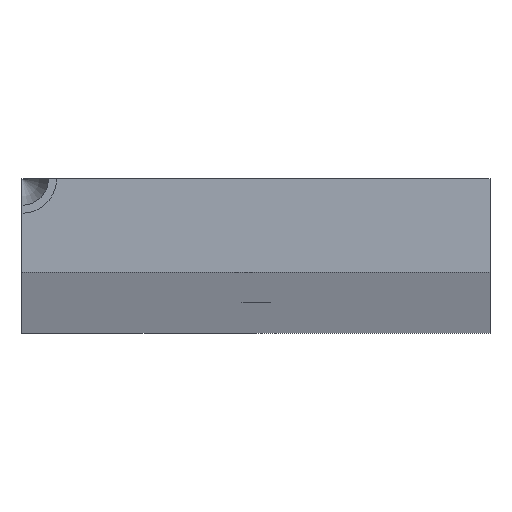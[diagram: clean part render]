
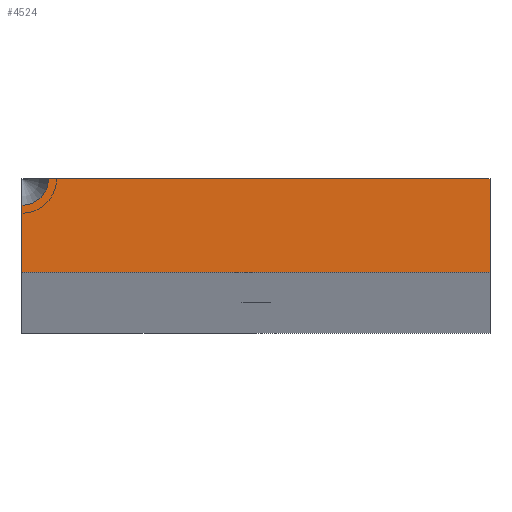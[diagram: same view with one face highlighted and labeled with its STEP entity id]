
A CAD part, top view. The second image highlights one B-rep face of the part: STEP entity #4524.
In plain terms, the highlighted planar face has unit normal (0, 0, 1).
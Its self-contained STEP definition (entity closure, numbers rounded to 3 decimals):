
#52 = CARTESIAN_POINT ( 'NONE',  ( 20., 4., 1500. ) ) ;
#92 = VERTEX_POINT ( 'NONE', #14198 ) ;
#553 = AXIS2_PLACEMENT_3D ( 'NONE', #9568, #15261, #8189 ) ;
#1256 = VECTOR ( 'NONE', #3542, 1000. ) ;
#1641 = CARTESIAN_POINT ( 'NONE',  ( -20., -4., 1500. ) ) ;
#3229 = VECTOR ( 'NONE', #12820, 1000. ) ;
#3542 = DIRECTION ( 'NONE',  ( 0., -1., 0. ) ) ;
#3570 = ORIENTED_EDGE ( 'NONE', *, *, #15323, .T. ) ;
#4164 = LINE ( 'NONE', #16400, #18286 ) ;
#4209 = VERTEX_POINT ( 'NONE', #15595 ) ;
#4524 = ADVANCED_FACE ( 'NONE', ( #14560 ), #18183, .F. ) ;
#4806 = CARTESIAN_POINT ( 'NONE',  ( -20., 4., 1500. ) ) ;
#5367 = DIRECTION ( 'NONE',  ( 0., 1., 0. ) ) ;
#6343 = DIRECTION ( 'NONE',  ( -1., 0., 0. ) ) ;
#7354 = LINE ( 'NONE', #12438, #7579 ) ;
#7579 = VECTOR ( 'NONE', #5367, 1000. ) ;
#7668 = DIRECTION ( 'NONE',  ( -1., 0., 0. ) ) ;
#8189 = DIRECTION ( 'NONE',  ( -1., 0., 0. ) ) ;
#8322 = EDGE_CURVE ( 'NONE', #9650, #14019, #7354, .T. ) ;
#8616 = LINE ( 'NONE', #1641, #3229 ) ;
#8805 = ORIENTED_EDGE ( 'NONE', *, *, #17207, .T. ) ;
#8888 = VERTEX_POINT ( 'NONE', #10735 ) ;
#9163 = CIRCLE ( 'NONE', #18297, 2.298 ) ;
#9252 = ORIENTED_EDGE ( 'NONE', *, *, #11376, .F. ) ;
#9568 = CARTESIAN_POINT ( 'NONE',  ( 0., 0., 1500. ) ) ;
#9579 = EDGE_LOOP ( 'NONE', ( #9252, #3570, #14717, #16045, #8805 ) ) ;
#9650 = VERTEX_POINT ( 'NONE', #16525 ) ;
#10735 = CARTESIAN_POINT ( 'NONE',  ( -20., -4., 1500. ) ) ;
#11075 = LINE ( 'NONE', #11884, #1256 ) ;
#11376 = EDGE_CURVE ( 'NONE', #4209, #92, #9163, .T. ) ;
#11884 = CARTESIAN_POINT ( 'NONE',  ( -20., -4., 1500. ) ) ;
#12438 = CARTESIAN_POINT ( 'NONE',  ( 20., -4., 1500. ) ) ;
#12820 = DIRECTION ( 'NONE',  ( 1., 0., 0. ) ) ;
#14019 = VERTEX_POINT ( 'NONE', #52 ) ;
#14198 = CARTESIAN_POINT ( 'NONE',  ( -17.702, 4., 1500. ) ) ;
#14560 = FACE_OUTER_BOUND ( 'NONE', #9579, .T. ) ;
#14717 = ORIENTED_EDGE ( 'NONE', *, *, #16519, .T. ) ;
#15261 = DIRECTION ( 'NONE',  ( 0., 0., -1. ) ) ;
#15323 = EDGE_CURVE ( 'NONE', #4209, #8888, #11075, .T. ) ;
#15595 = CARTESIAN_POINT ( 'NONE',  ( -20., 1.702, 1500. ) ) ;
#16045 = ORIENTED_EDGE ( 'NONE', *, *, #8322, .T. ) ;
#16251 = DIRECTION ( 'NONE',  ( 0., 0., 1. ) ) ;
#16400 = CARTESIAN_POINT ( 'NONE',  ( -20., 4., 1500. ) ) ;
#16519 = EDGE_CURVE ( 'NONE', #8888, #9650, #8616, .T. ) ;
#16525 = CARTESIAN_POINT ( 'NONE',  ( 20., -4., 1500. ) ) ;
#17207 = EDGE_CURVE ( 'NONE', #14019, #92, #4164, .T. ) ;
#18183 = PLANE ( 'NONE',  #553 ) ;
#18286 = VECTOR ( 'NONE', #6343, 1000. ) ;
#18297 = AXIS2_PLACEMENT_3D ( 'NONE', #4806, #16251, #7668 ) ;
